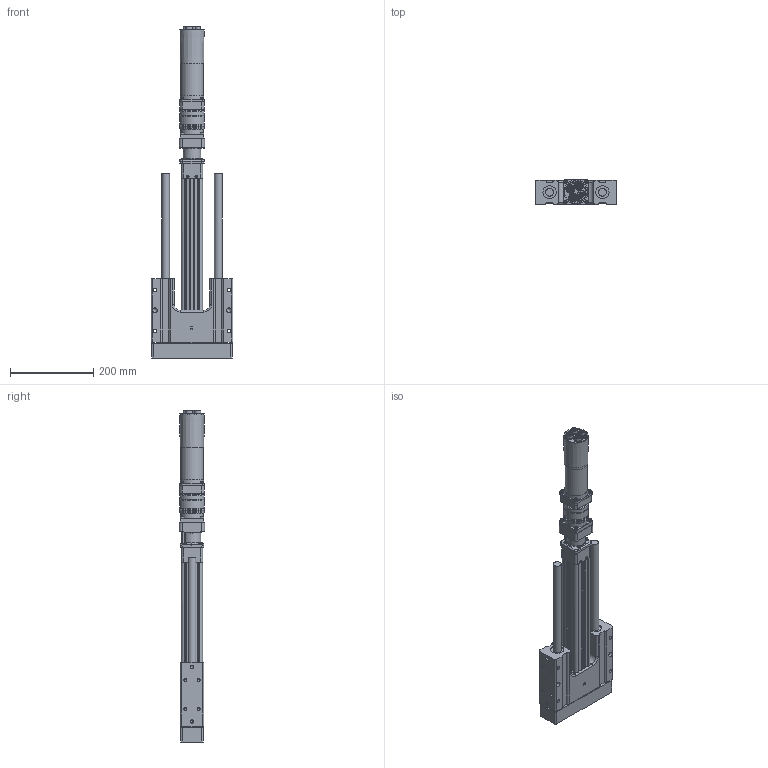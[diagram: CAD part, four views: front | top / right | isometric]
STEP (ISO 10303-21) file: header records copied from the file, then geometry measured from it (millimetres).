
FILE_DESCRIPTION (( 'STEP AP203' ), '1' );
FILE_NAME ('GS-489508-1.step', '2025-05-29T18:53:22', ( '' ), ( '' ), 'SwSTEP 2.0', 'SolidWorks 2024', '' );
FILE_SCHEMA (( 'CONFIG_CONTROL_DESIGN' ));
Length unit declared in the file: inch
Products named in the file (8): Base_GS-489508-1; temp0_22241164_GS-489508-1_DEFAULT WEB; tempJoin0_32249806_GS-489508-1; GS-489508-1; temp0_32241014_GS-489508-1; temp1_32241014_GS-489508-1; tempJoin9_45109053_GS-489508-1; tempJoin2_36049451_GS-489508-1
Assembly tree (7 placements, depth 2):
  GS-489508-1
    tempJoin2_36049451_GS-489508-1
    tempJoin0_32249806_GS-489508-1
    tempJoin9_45109053_GS-489508-1
    temp0_32241014_GS-489508-1
    temp1_32241014_GS-489508-1
    temp0_22241164_GS-489508-1_DEFAULT WEB
    Base_GS-489508-1
Bounding box: 196.85 x 60.33 x 797.51 mm (x, y, z)
Volume: 3146411.3 mm3; surface area: 553176.9 mm2
Topology: 11 solids, 42 shells, 1363 faces, 3126 edges, 2021 vertices
Faces by surface type: plane 731, cylinder 419, cone 127, torus 52, bspline 34
Full cylindrical faces by diameter (mm): 0.7 x17, 1 x5, 1.2 x8, 1.981 x2, 2.013 x2, 2.5 x1, 2.921 x4, 3.1 x5, 3.3 x12, 3.4 x1, 3.969 x2, 3.988 x2, 4 x17, 4.201 x4, 4.3 x2, 4.5 x2, 4.572 x1, 4.623 x4, 4.826 x4, 5 x8, 5.001 x6, 5.2 x10, 5.6 x1, 5.613 x4, 6 x1, 6.25 x2, 6.35 x3, 6.756 x4, 6.8 x8, 7 x13
Entity records: 39978 total; most frequent: CARTESIAN_POINT 10506, DIRECTION 5982, ORIENTED_EDGE 5178, EDGE_CURVE 2589, AXIS2_PLACEMENT_3D 2338, EDGE_LOOP 2019, VERTEX_POINT 1888, FACE_OUTER_BOUND 1653
